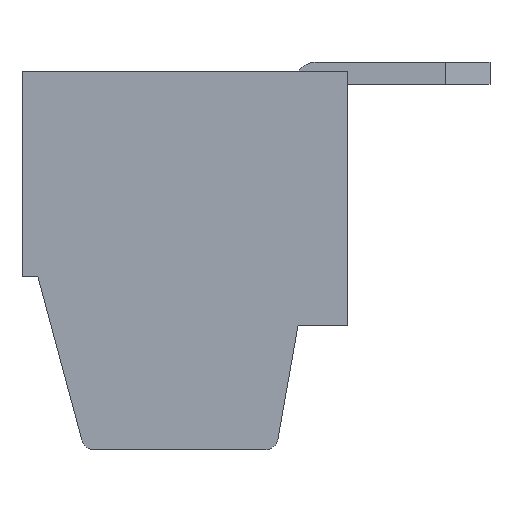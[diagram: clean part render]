
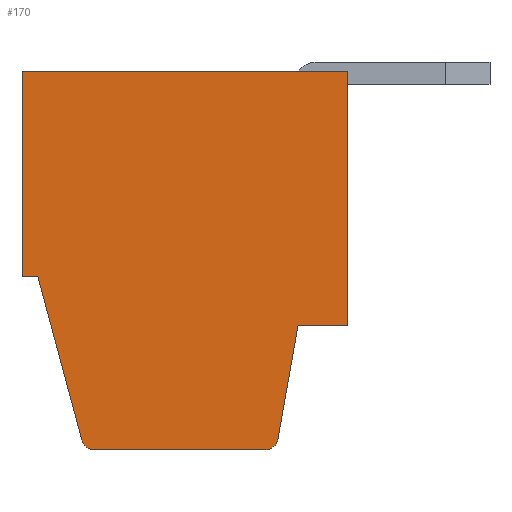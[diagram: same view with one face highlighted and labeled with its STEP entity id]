
A CAD part, left-side view. The second image highlights one B-rep face of the part: STEP entity #170.
In plain terms, the highlighted planar face has unit normal (-1, 0, 0).
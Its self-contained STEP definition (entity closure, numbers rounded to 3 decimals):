
#170 = ADVANCED_FACE( '', ( #472 ), #473, .T. );
#472 = FACE_OUTER_BOUND( '', #939, .T. );
#473 = PLANE( '', #940 );
#939 = EDGE_LOOP( '', ( #1409, #1410, #1411, #1412, #1413, #1414, #1415, #1416, #1417, #1418 ) );
#940 = AXIS2_PLACEMENT_3D( '', #1419, #1420, #1421 );
#1409 = ORIENTED_EDGE( '', *, *, #2596, .T. );
#1410 = ORIENTED_EDGE( '', *, *, #2597, .T. );
#1411 = ORIENTED_EDGE( '', *, *, #2598, .T. );
#1412 = ORIENTED_EDGE( '', *, *, #2599, .T. );
#1413 = ORIENTED_EDGE( '', *, *, #2600, .T. );
#1414 = ORIENTED_EDGE( '', *, *, #2601, .T. );
#1415 = ORIENTED_EDGE( '', *, *, #2602, .T. );
#1416 = ORIENTED_EDGE( '', *, *, #2603, .T. );
#1417 = ORIENTED_EDGE( '', *, *, #2604, .T. );
#1418 = ORIENTED_EDGE( '', *, *, #2605, .T. );
#1419 = CARTESIAN_POINT( '', ( 165.647, 139.734, -4.2 ) );
#1420 = DIRECTION( '', ( -1., 0., 0. ) );
#1421 = DIRECTION( '', ( 0., -1., 0. ) );
#2596 = EDGE_CURVE( '', #3062, #3063, #3064, .T. );
#2597 = EDGE_CURVE( '', #3063, #3065, #3066, .T. );
#2598 = EDGE_CURVE( '', #3065, #3067, #3068, .T. );
#2599 = EDGE_CURVE( '', #3067, #3069, #3070, .T. );
#2600 = EDGE_CURVE( '', #3069, #3071, #3072, .T. );
#2601 = EDGE_CURVE( '', #3071, #3073, #3074, .T. );
#2602 = EDGE_CURVE( '', #3073, #3075, #3076, .T. );
#2603 = EDGE_CURVE( '', #3075, #3077, #3078, .T. );
#2604 = EDGE_CURVE( '', #3077, #3079, #3080, .T. );
#2605 = EDGE_CURVE( '', #3079, #3062, #3081, .T. );
#3062 = VERTEX_POINT( '', #3744 );
#3063 = VERTEX_POINT( '', #3745 );
#3064 = LINE( '', #3746, #3747 );
#3065 = VERTEX_POINT( '', #3748 );
#3066 = CIRCLE( '', #3749, 0.3 );
#3067 = VERTEX_POINT( '', #3750 );
#3068 = LINE( '', #3751, #3752 );
#3069 = VERTEX_POINT( '', #3753 );
#3070 = CIRCLE( '', #3754, 0.3 );
#3071 = VERTEX_POINT( '', #3755 );
#3072 = LINE( '', #3756, #3757 );
#3073 = VERTEX_POINT( '', #3758 );
#3074 = LINE( '', #3759, #3760 );
#3075 = VERTEX_POINT( '', #3761 );
#3076 = LINE( '', #3762, #3763 );
#3077 = VERTEX_POINT( '', #3764 );
#3078 = LINE( '', #3765, #3766 );
#3079 = VERTEX_POINT( '', #3767 );
#3080 = LINE( '', #3768, #3769 );
#3081 = LINE( '', #3770, #3771 );
#3744 = CARTESIAN_POINT( '', ( 165.647, 139.379, -4.6 ) );
#3745 = CARTESIAN_POINT( '', ( 165.647, 138.394, -8.278 ) );
#3746 = CARTESIAN_POINT( '', ( 165.647, 138.394, -8.278 ) );
#3747 = VECTOR( '', #4672, 1000. );
#3748 = CARTESIAN_POINT( '', ( 165.647, 138.104, -8.5 ) );
#3749 = AXIS2_PLACEMENT_3D( '', #4673, #4674, #4675 );
#3750 = CARTESIAN_POINT( '', ( 165.647, 134.286, -8.5 ) );
#3751 = CARTESIAN_POINT( '', ( 165.647, 134.286, -8.5 ) );
#3752 = VECTOR( '', #4676, 1000. );
#3753 = CARTESIAN_POINT( '', ( 165.647, 133.991, -8.252 ) );
#3754 = AXIS2_PLACEMENT_3D( '', #4677, #4678, #4679 );
#3755 = CARTESIAN_POINT( '', ( 165.647, 133.541, -5.7 ) );
#3756 = CARTESIAN_POINT( '', ( 165.647, 133.541, -5.7 ) );
#3757 = VECTOR( '', #4680, 1000. );
#3758 = CARTESIAN_POINT( '', ( 165.647, 132.434, -5.7 ) );
#3759 = CARTESIAN_POINT( '', ( 165.647, 132.434, -5.7 ) );
#3760 = VECTOR( '', #4681, 1000. );
#3761 = CARTESIAN_POINT( '', ( 165.647, 132.434, 0. ) );
#3762 = CARTESIAN_POINT( '', ( 165.647, 132.434, 0. ) );
#3763 = VECTOR( '', #4682, 1000. );
#3764 = CARTESIAN_POINT( '', ( 165.647, 139.734, 0. ) );
#3765 = CARTESIAN_POINT( '', ( 165.647, 139.734, 0. ) );
#3766 = VECTOR( '', #4683, 1000. );
#3767 = CARTESIAN_POINT( '', ( 165.647, 139.734, -4.6 ) );
#3768 = CARTESIAN_POINT( '', ( 165.647, 139.734, -4.6 ) );
#3769 = VECTOR( '', #4684, 1000. );
#3770 = CARTESIAN_POINT( '', ( 165.647, 139.379, -4.6 ) );
#3771 = VECTOR( '', #4685, 1000. );
#4672 = DIRECTION( '', ( 0., -0.259, -0.966 ) );
#4673 = CARTESIAN_POINT( '', ( 165.647, 138.104, -8.2 ) );
#4674 = DIRECTION( '', ( -1., 0., 0. ) );
#4675 = DIRECTION( '', ( 0., -1., 0. ) );
#4676 = DIRECTION( '', ( 0., -1., 0. ) );
#4677 = CARTESIAN_POINT( '', ( 165.647, 134.286, -8.2 ) );
#4678 = DIRECTION( '', ( -1., 0., 0. ) );
#4679 = DIRECTION( '', ( 0., -1., 0. ) );
#4680 = DIRECTION( '', ( 0., -0.174, 0.985 ) );
#4681 = DIRECTION( '', ( 0., -1., 0. ) );
#4682 = DIRECTION( '', ( 0., 0., 1. ) );
#4683 = DIRECTION( '', ( 0., 1., 0. ) );
#4684 = DIRECTION( '', ( 0., 0., -1. ) );
#4685 = DIRECTION( '', ( 0., -1., 0. ) );
